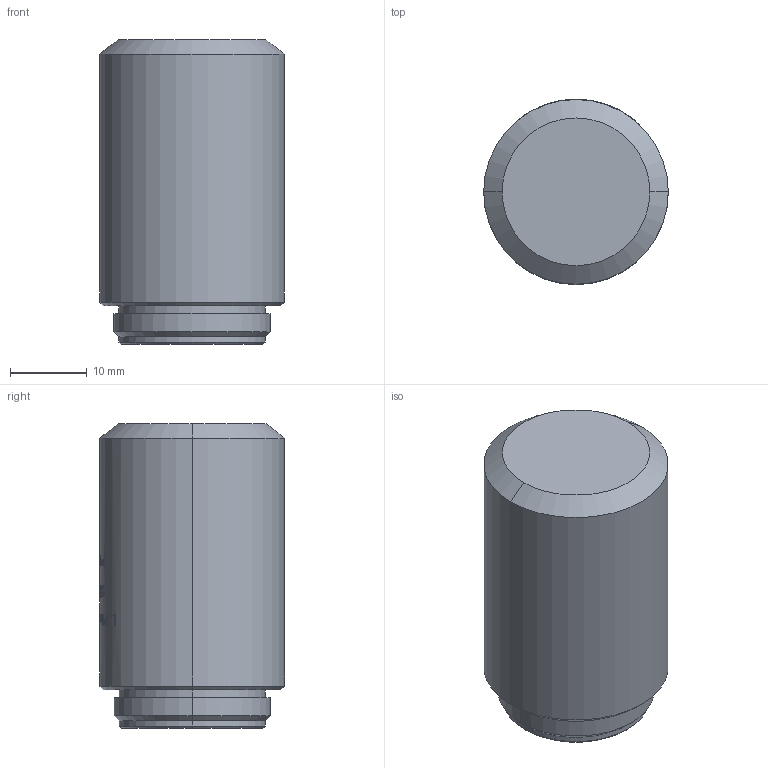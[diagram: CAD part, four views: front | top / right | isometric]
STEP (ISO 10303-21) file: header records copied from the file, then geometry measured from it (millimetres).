
FILE_DESCRIPTION (( 'STEP AP203' ), '1' );
FILE_NAME ('690115.STEP', '2025-07-14T08:30:03', ( '' ), ( '' ), 'SwSTEP 2.0', 'SolidWorks 2020', '' );
FILE_SCHEMA (( 'CONFIG_CONTROL_DESIGN' ));
Length unit declared in the file: millimetre
Products named in the file (1): 690115
Bounding box: 24 x 24.05 x 39.6 mm (x, y, z)
Volume: 17008.8 mm3; surface area: 3758.1 mm2
Topology: 1 solids, 1 shells, 305 faces, 778 edges, 516 vertices
Faces by surface type: plane 132, bspline 119, cylinder 46, cone 8
Entity records: 24576 total; most frequent: CARTESIAN_POINT 18056, ORIENTED_EDGE 1556, DIRECTION 929, EDGE_CURVE 778, VERTEX_POINT 516, B_SPLINE_CURVE_WITH_KNOTS 385, AXIS2_PLACEMENT_3D 349, EDGE_LOOP 346
